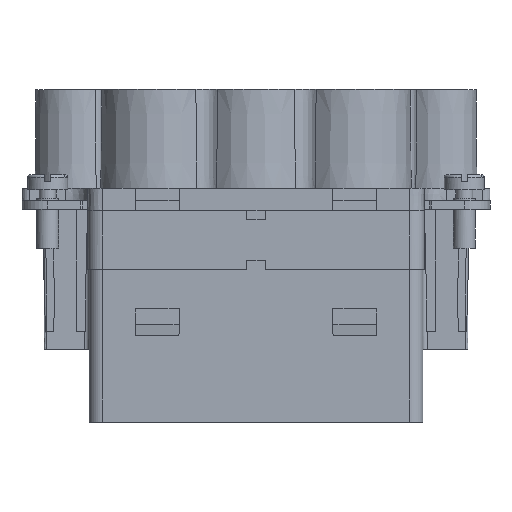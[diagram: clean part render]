
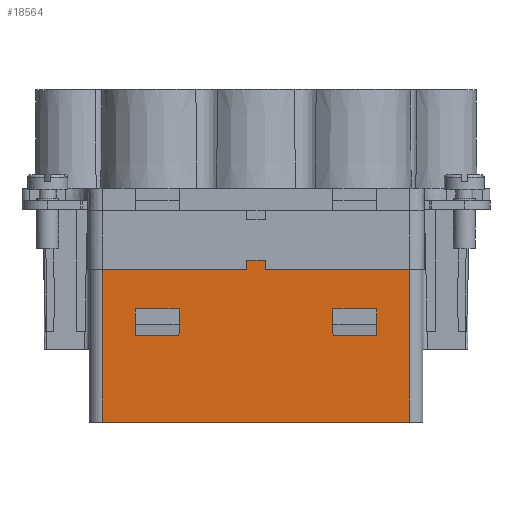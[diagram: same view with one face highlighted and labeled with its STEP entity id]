
A CAD part, top view. The second image highlights one B-rep face of the part: STEP entity #18564.
In plain terms, the highlighted planar face has unit normal (0, 0, 1).
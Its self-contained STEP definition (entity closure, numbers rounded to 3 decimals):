
#70=DIRECTION('',(0.,1.,0.));
#71=VECTOR('',#70,1.25);
#72=CARTESIAN_POINT('',(1.25,-7.9,16.825));
#73=LINE('',#72,#71);
#74=DIRECTION('',(-1.,0.,0.));
#75=VECTOR('',#74,19.75);
#76=CARTESIAN_POINT('',(21.,-7.9,16.825));
#77=LINE('',#76,#75);
#78=DIRECTION('',(0.,-1.,0.));
#79=VECTOR('',#78,20.9);
#80=CARTESIAN_POINT('',(21.,-7.9,16.825));
#81=LINE('',#80,#79);
#82=DIRECTION('',(1.,0.,0.));
#83=VECTOR('',#82,19.75);
#84=CARTESIAN_POINT('',(-21.,-7.9,16.825));
#85=LINE('',#84,#83);
#86=DIRECTION('',(0.,-1.,0.));
#87=VECTOR('',#86,1.25);
#88=CARTESIAN_POINT('',(-1.25,-6.65,16.825));
#89=LINE('',#88,#87);
#90=DIRECTION('',(-1.,0.,0.));
#91=VECTOR('',#90,2.5);
#92=CARTESIAN_POINT('',(1.25,-6.65,16.825));
#93=LINE('',#92,#91);
#110=DIRECTION('',(0.009,-1.,0.));
#111=VECTOR('',#110,3.608);
#112=CARTESIAN_POINT('',(10.5,-13.3,16.825));
#113=LINE('',#112,#111);
#114=DIRECTION('',(1.,0.,0.));
#115=VECTOR('',#114,6.);
#116=CARTESIAN_POINT('',(10.5,-13.3,16.825));
#117=LINE('',#116,#115);
#130=DIRECTION('',(-0.009,-1.,0.));
#131=VECTOR('',#130,3.608);
#132=CARTESIAN_POINT('',(16.5,-13.3,16.825));
#133=LINE('',#132,#131);
#138=DIRECTION('',(1.,0.,0.));
#139=VECTOR('',#138,5.937);
#140=CARTESIAN_POINT('',(10.531,-16.908,16.825));
#141=LINE('',#140,#139);
#158=DIRECTION('',(1.,0.,0.));
#159=VECTOR('',#158,6.);
#160=CARTESIAN_POINT('',(-16.5,-13.3,16.825));
#161=LINE('',#160,#159);
#174=DIRECTION('',(-0.009,-1.,0.));
#175=VECTOR('',#174,3.608);
#176=CARTESIAN_POINT('',(-10.5,-13.3,16.825));
#177=LINE('',#176,#175);
#182=DIRECTION('',(1.,0.,0.));
#183=VECTOR('',#182,5.937);
#184=CARTESIAN_POINT('',(-16.469,-16.908,16.825));
#185=LINE('',#184,#183);
#198=DIRECTION('',(0.009,-1.,0.));
#199=VECTOR('',#198,3.608);
#200=CARTESIAN_POINT('',(-16.5,-13.3,16.825));
#201=LINE('',#200,#199);
#375=DIRECTION('',(-1.,0.,0.));
#376=VECTOR('',#375,42.);
#377=CARTESIAN_POINT('',(21.,-28.8,16.825));
#378=LINE('',#377,#376);
#3102=DIRECTION('',(0.,-1.,0.));
#3103=VECTOR('',#3102,20.9);
#3104=CARTESIAN_POINT('',(-21.,-7.9,16.825));
#3105=LINE('',#3104,#3103);
#15023=CARTESIAN_POINT('',(10.5,-13.3,16.825));
#15024=CARTESIAN_POINT('',(10.531,-16.908,
16.825));
#15025=VERTEX_POINT('',#15023);
#15026=VERTEX_POINT('',#15024);
#15027=CARTESIAN_POINT('',(16.5,-13.3,16.825));
#15028=VERTEX_POINT('',#15027);
#15029=CARTESIAN_POINT('',(-16.5,-13.3,16.825));
#15030=CARTESIAN_POINT('',(-10.5,-13.3,16.825));
#15031=VERTEX_POINT('',#15029);
#15032=VERTEX_POINT('',#15030);
#15033=CARTESIAN_POINT('',(16.469,-16.908,
16.825));
#15034=VERTEX_POINT('',#15033);
#15035=CARTESIAN_POINT('',(-10.531,-16.908,
16.825));
#15036=VERTEX_POINT('',#15035);
#15037=CARTESIAN_POINT('',(-16.469,-16.908,
16.825));
#15038=VERTEX_POINT('',#15037);
#15192=CARTESIAN_POINT('',(21.,-28.8,16.825));
#15193=VERTEX_POINT('',#15192);
#15194=CARTESIAN_POINT('',(-21.,-28.8,16.825));
#15195=VERTEX_POINT('',#15194);
#17714=CARTESIAN_POINT('',(21.,-7.9,16.825));
#17715=VERTEX_POINT('',#17714);
#17716=CARTESIAN_POINT('',(1.25,-7.9,16.825));
#17717=CARTESIAN_POINT('',(1.25,-6.65,16.825));
#17718=VERTEX_POINT('',#17716);
#17719=VERTEX_POINT('',#17717);
#17720=CARTESIAN_POINT('',(-21.,-7.9,16.825));
#17721=CARTESIAN_POINT('',(-1.25,-7.9,16.825));
#17722=VERTEX_POINT('',#17720);
#17723=VERTEX_POINT('',#17721);
#17724=CARTESIAN_POINT('',(-1.25,-6.65,16.825));
#17725=VERTEX_POINT('',#17724);
#18521=CARTESIAN_POINT('',(21.,1.5,16.825));
#18522=DIRECTION('',(0.,0.,1.));
#18523=DIRECTION('',(-1.,0.,0.));
#18524=AXIS2_PLACEMENT_3D('',#18521,#18522,#18523);
#18525=PLANE('',#18524);
#18527=ORIENTED_EDGE('',*,*,#18526,.F.);
#18529=ORIENTED_EDGE('',*,*,#18528,.F.);
#18531=ORIENTED_EDGE('',*,*,#18530,.T.);
#18533=ORIENTED_EDGE('',*,*,#18532,.T.);
#18535=ORIENTED_EDGE('',*,*,#18534,.F.);
#18537=ORIENTED_EDGE('',*,*,#18536,.T.);
#18539=ORIENTED_EDGE('',*,*,#18538,.F.);
#18541=ORIENTED_EDGE('',*,*,#18540,.F.);
#18542=EDGE_LOOP('',(#18527,#18529,#18531,#18533,#18535,#18537,#18539,#18541));
#18543=FACE_OUTER_BOUND('',#18542,.F.);
#18545=ORIENTED_EDGE('',*,*,#18544,.T.);
#18547=ORIENTED_EDGE('',*,*,#18546,.T.);
#18549=ORIENTED_EDGE('',*,*,#18548,.F.);
#18551=ORIENTED_EDGE('',*,*,#18550,.F.);
#18552=EDGE_LOOP('',(#18545,#18547,#18549,#18551));
#18553=FACE_BOUND('',#18552,.F.);
#18555=ORIENTED_EDGE('',*,*,#18554,.F.);
#18557=ORIENTED_EDGE('',*,*,#18556,.T.);
#18559=ORIENTED_EDGE('',*,*,#18558,.T.);
#18561=ORIENTED_EDGE('',*,*,#18560,.F.);
#18562=EDGE_LOOP('',(#18555,#18557,#18559,#18561));
#18563=FACE_BOUND('',#18562,.F.);
#18564=ADVANCED_FACE('',(#18543,#18553,#18563),#18525,.T.);
#18526=EDGE_CURVE('',#17718,#17719,#73,.T.);
#18528=EDGE_CURVE('',#17715,#17718,#77,.T.);
#18530=EDGE_CURVE('',#17715,#15193,#81,.T.);
#18532=EDGE_CURVE('',#15193,#15195,#378,.T.);
#18534=EDGE_CURVE('',#17722,#15195,#3105,.T.);
#18536=EDGE_CURVE('',#17722,#17723,#85,.T.);
#18538=EDGE_CURVE('',#17725,#17723,#89,.T.);
#18540=EDGE_CURVE('',#17719,#17725,#93,.T.);
#18544=EDGE_CURVE('',#15025,#15026,#113,.T.);
#18546=EDGE_CURVE('',#15026,#15034,#141,.T.);
#18548=EDGE_CURVE('',#15028,#15034,#133,.T.);
#18550=EDGE_CURVE('',#15025,#15028,#117,.T.);
#18554=EDGE_CURVE('',#15031,#15032,#161,.T.);
#18556=EDGE_CURVE('',#15031,#15038,#201,.T.);
#18558=EDGE_CURVE('',#15038,#15036,#185,.T.);
#18560=EDGE_CURVE('',#15032,#15036,#177,.T.);
